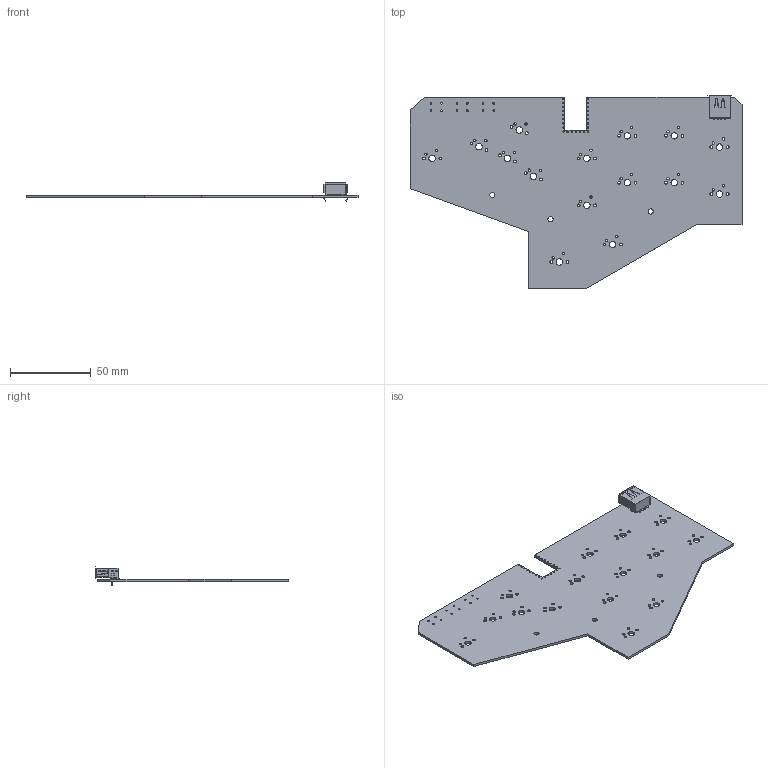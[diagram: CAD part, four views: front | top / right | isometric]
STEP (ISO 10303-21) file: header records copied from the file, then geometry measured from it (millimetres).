
FILE_DESCRIPTION(('KiCad electronic assembly'),'2;1');
FILE_NAME('daughter_board.step','2025-05-12T15:57:57',('Pcbnew'),( 'Kicad'),'Open CASCADE STEP processor 7.8','KiCad to STEP converter' ,'Unknown');
FILE_SCHEMA(('AUTOMOTIVE_DESIGN { 1 0 10303 214 1 1 1 1 }'));
Length unit declared in the file: millimetre
Products named in the file (3): daughter_board 1; USB_A_TE_292303-7_Horizontal; daughter_board_PCB
Assembly tree (2 placements, depth 2):
  daughter_board 1
    USB_A_TE_292303-7_Horizontal
    daughter_board_PCB
Bounding box: 205.25 x 119.89 x 11.37 mm (x, y, z)
Volume: 27357 mm3; surface area: 38522.5 mm2
Topology: 5 solids, 5 shells, 339 faces, 928 edges, 604 vertices
Faces by surface type: plane 216, cylinder 123
Full cylindrical faces by diameter (mm): 0.8 x23, 1 x14, 1.5 x30, 1.7 x30, 3.2 x3, 4 x15
Entity records: 12717 total; most frequent: CARTESIAN_POINT 1874, DIRECTION 1858, ORIENTED_EDGE 1856, EDGE_CURVE 928, LINE 682, VECTOR 682, VERTEX_POINT 604, AXIS2_PLACEMENT_3D 588
